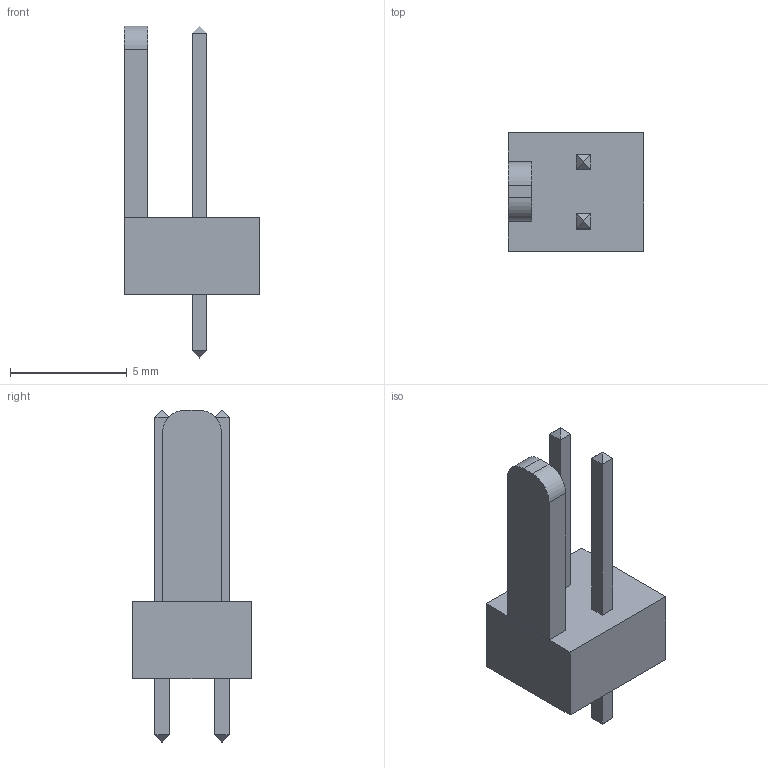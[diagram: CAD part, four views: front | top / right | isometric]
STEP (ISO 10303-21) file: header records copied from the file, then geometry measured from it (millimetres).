
FILE_DESCRIPTION(('FreeCAD Model'),'2;1');
FILE_NAME('Molex_KK256_Pin_Header_Straight_1x02.step' ,'2019-08-19T01:47:37',('Author'),(''), 'Open CASCADE STEP processor 6.8','FreeCAD','Unknown');
FILE_SCHEMA(('AUTOMOTIVE_DESIGN_CC2 { 1 2 10303 214 -1 1 5 4 }'));
Length unit declared in the file: millimetre
Products named in the file (1): Molex_KK256_Pin_Header_Straight_1x02
Bounding box: 5.8 x 5.08 x 14.2 mm (x, y, z)
Volume: 126.2 mm3; surface area: 240.5 mm2
Topology: 1 solids, 1 shells, 49 faces, 111 edges, 68 vertices
Faces by surface type: plane 47, cylinder 2
Entity records: 1681 total; most frequent: CARTESIAN_POINT 229, ORIENTED_EDGE 222, DIRECTION 215, EDGE_CURVE 111, LINE 107, VECTOR 107, VERTEX_POINT 68, AXIS2_PLACEMENT_3D 54
